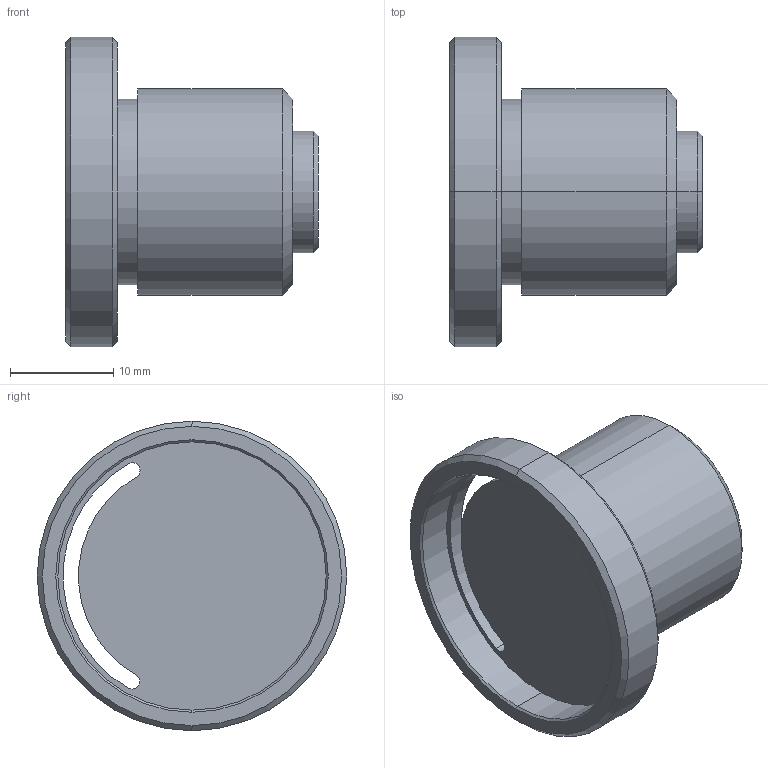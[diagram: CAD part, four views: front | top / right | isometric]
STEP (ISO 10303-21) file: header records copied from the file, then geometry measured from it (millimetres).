
FILE_DESCRIPTION (( 'STEP AP203' ), '1' );
FILE_NAME ('Part2.STEP', '2023-04-19T08:16:46', ( 'win7' ), ( '' ), 'SwSTEP 2.0', 'SolidWorks 2014', '' );
FILE_SCHEMA (( 'CONFIG_CONTROL_DESIGN' ));
Length unit declared in the file: millimetre
Products named in the file (1): Part2
Bounding box: 24.5 x 30 x 30 mm (x, y, z)
Volume: 7052.5 mm3; surface area: 3327.3 mm2
Topology: 1 solids, 1 shells, 31 faces, 65 edges, 40 vertices
Faces by surface type: cylinder 15, cone 10, plane 6
Entity records: 920 total; most frequent: DIRECTION 169, CARTESIAN_POINT 137, ORIENTED_EDGE 130, AXIS2_PLACEMENT_3D 72, EDGE_CURVE 65, VERTEX_POINT 40, CIRCLE 40, EDGE_LOOP 37
